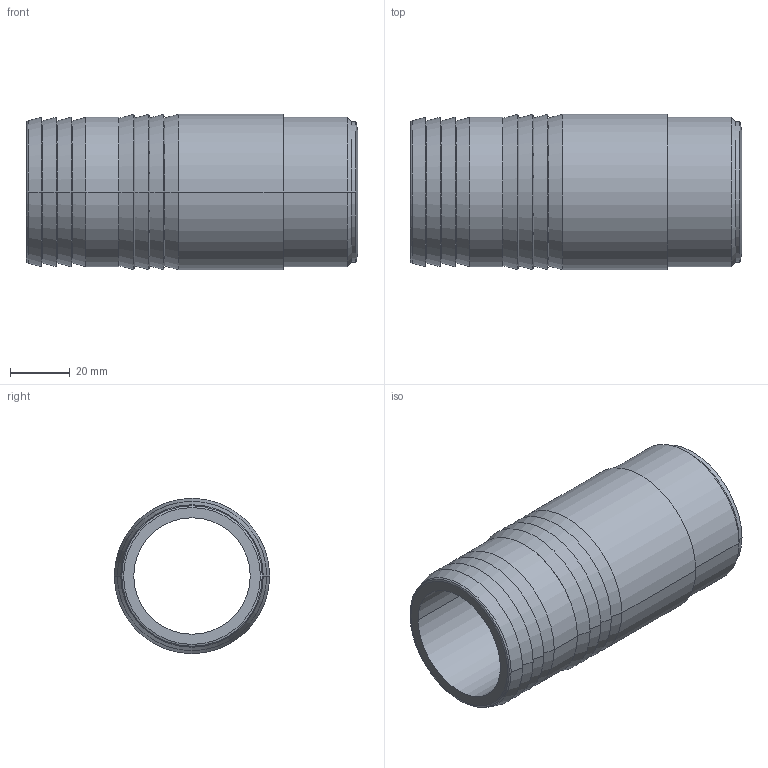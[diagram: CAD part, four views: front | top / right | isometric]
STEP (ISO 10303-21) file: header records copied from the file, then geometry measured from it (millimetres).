
FILE_DESCRIPTION(('STEP AP214'),'1');
FILE_NAME('aim050052050.stp','2017-12-10T13:14:02',('TraceParts'),('TraceParts S.A.'),'Spatial InterOp 3D',' ',' ');
FILE_SCHEMA(('automotive_design'));
Length unit declared in the file: millimetre
Products named in the file (1): aim050052050
Bounding box: 111 x 52 x 52 mm (x, y, z)
Volume: 89233 mm3; surface area: 33537.9 mm2
Topology: 1 solids, 1 shells, 53 faces, 106 edges, 56 vertices
Faces by surface type: cone 40, cylinder 10, plane 3
Entity records: 1796 total; most frequent: DIRECTION 270, CARTESIAN_POINT 216, ORIENTED_EDGE 212, AXIS2_PLACEMENT_3D 110, EDGE_CURVE 106, EDGE_LOOP 56, VERTEX_POINT 56, CIRCLE 56
